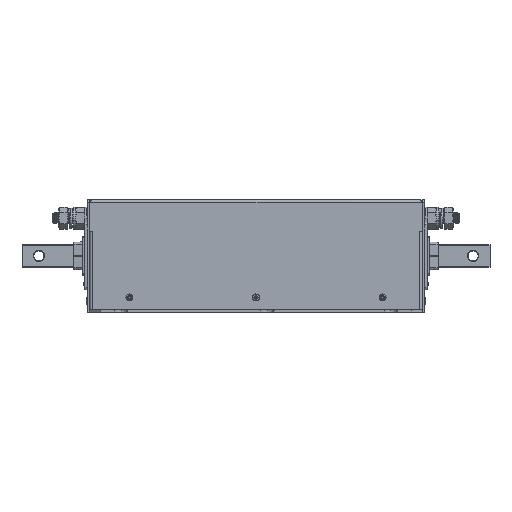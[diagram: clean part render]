
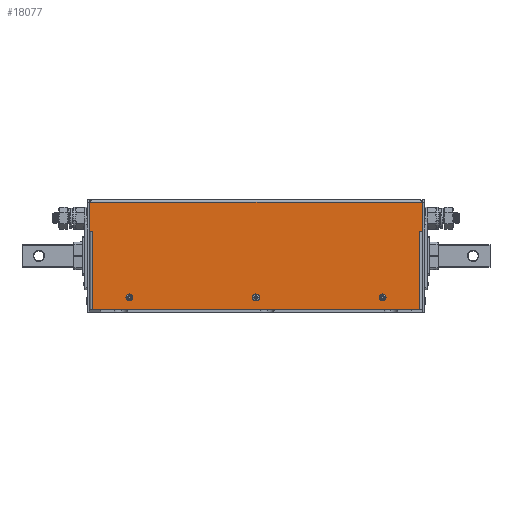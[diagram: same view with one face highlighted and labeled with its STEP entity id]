
A CAD part, top view. The second image highlights one B-rep face of the part: STEP entity #18077.
In plain terms, the highlighted face is planar.
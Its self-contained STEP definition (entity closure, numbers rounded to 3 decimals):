
#154 = VERTEX_POINT ( 'NONE', #26100 ) ;
#452 = EDGE_CURVE ( 'NONE', #17037, #16826, #2667, .T. ) ;
#480 = CARTESIAN_POINT ( 'NONE',  ( -145.5, 28., -65. ) ) ;
#767 = CIRCLE ( 'NONE', #5156, 1.7 ) ;
#790 = CARTESIAN_POINT ( 'NONE',  ( -145.5, 28., -65. ) ) ;
#798 = EDGE_CURVE ( 'NONE', #19589, #7298, #6506, .T. ) ;
#875 = CIRCLE ( 'NONE', #18059, 1.7 ) ;
#1101 = ORIENTED_EDGE ( 'NONE', *, *, #19298, .F. ) ;
#1278 = CARTESIAN_POINT ( 'NONE',  ( 110.8, 87., -65. ) ) ;
#1525 = VECTOR ( 'NONE', #20969, 1000. ) ;
#1659 = CARTESIAN_POINT ( 'NONE',  ( 0., 87., -65. ) ) ;
#1730 = VERTEX_POINT ( 'NONE', #2308 ) ;
#2043 = CARTESIAN_POINT ( 'NONE',  ( 0., 87., -65. ) ) ;
#2072 = CARTESIAN_POINT ( 'NONE',  ( 146., 28., -65. ) ) ;
#2308 = CARTESIAN_POINT ( 'NONE',  ( 145.5, 28., -65. ) ) ;
#2520 = AXIS2_PLACEMENT_3D ( 'NONE', #18298, #27688, #6617 ) ;
#2667 = LINE ( 'NONE', #19296, #3055 ) ;
#3055 = VECTOR ( 'NONE', #10224, 1000. ) ;
#4354 = DIRECTION ( 'NONE',  ( 0., 0., 1. ) ) ;
#4406 = LINE ( 'NONE', #4712, #21777 ) ;
#4529 = EDGE_CURVE ( 'NONE', #17037, #27579, #27392, .T. ) ;
#4712 = CARTESIAN_POINT ( 'NONE',  ( 146., 28., -65. ) ) ;
#4822 = DIRECTION ( 'NONE',  ( 0., -1., 0. ) ) ;
#5156 = AXIS2_PLACEMENT_3D ( 'NONE', #2043, #4354, #23149 ) ;
#5791 = DIRECTION ( 'NONE',  ( 0., -1., 0. ) ) ;
#5949 = CIRCLE ( 'NONE', #10358, 1.7 ) ;
#5979 = VERTEX_POINT ( 'NONE', #790 ) ;
#6198 = DIRECTION ( 'NONE',  ( 0., -1., 0. ) ) ;
#6506 = CIRCLE ( 'NONE', #7006, 1.7 ) ;
#6617 = DIRECTION ( 'NONE',  ( 0., -1., 0. ) ) ;
#6960 = LINE ( 'NONE', #7267, #1525 ) ;
#7006 = AXIS2_PLACEMENT_3D ( 'NONE', #17797, #8858, #8262 ) ;
#7243 = CARTESIAN_POINT ( 'NONE',  ( -110.8, 87., -65. ) ) ;
#7267 = CARTESIAN_POINT ( 'NONE',  ( 148., 97.5, -65. ) ) ;
#7298 = VERTEX_POINT ( 'NONE', #1278 ) ;
#7366 = AXIS2_PLACEMENT_3D ( 'NONE', #17490, #17181, #5791 ) ;
#7398 = DIRECTION ( 'NONE',  ( 0., 1., 0. ) ) ;
#8135 = VERTEX_POINT ( 'NONE', #8840 ) ;
#8206 = CARTESIAN_POINT ( 'NONE',  ( -1.7, 87., -65. ) ) ;
#8262 = DIRECTION ( 'NONE',  ( 0., -1., 0. ) ) ;
#8313 = CARTESIAN_POINT ( 'NONE',  ( 148., 2.5, -65. ) ) ;
#8506 = CARTESIAN_POINT ( 'NONE',  ( 145.5, 97.5, -65. ) ) ;
#8763 = DIRECTION ( 'NONE',  ( 0., 1., 0. ) ) ;
#8811 = CARTESIAN_POINT ( 'NONE',  ( -114.2, 87., -65. ) ) ;
#8840 = CARTESIAN_POINT ( 'NONE',  ( -145.5, 97.5, -65. ) ) ;
#8858 = DIRECTION ( 'NONE',  ( 0., 0., 1. ) ) ;
#8916 = PLANE ( 'NONE',  #2520 ) ;
#8929 = VECTOR ( 'NONE', #7398, 1000. ) ;
#9000 = CARTESIAN_POINT ( 'NONE',  ( 145.5, 97.5, -65. ) ) ;
#9527 = ORIENTED_EDGE ( 'NONE', *, *, #798, .T. ) ;
#10046 = AXIS2_PLACEMENT_3D ( 'NONE', #1659, #10613, #15525 ) ;
#10208 = LINE ( 'NONE', #19600, #24601 ) ;
#10224 = DIRECTION ( 'NONE',  ( -1., 0., 0. ) ) ;
#10304 = CARTESIAN_POINT ( 'NONE',  ( 1.7, 87., -65. ) ) ;
#10358 = AXIS2_PLACEMENT_3D ( 'NONE', #20589, #11199, #20439 ) ;
#10613 = DIRECTION ( 'NONE',  ( 0., 0., 1. ) ) ;
#10819 = ORIENTED_EDGE ( 'NONE', *, *, #25154, .T. ) ;
#11199 = DIRECTION ( 'NONE',  ( 0., 0., 1. ) ) ;
#11229 = VERTEX_POINT ( 'NONE', #7243 ) ;
#11273 = CARTESIAN_POINT ( 'NONE',  ( 148., 2.5, -65. ) ) ;
#12029 = VECTOR ( 'NONE', #8763, 1000. ) ;
#13281 = ORIENTED_EDGE ( 'NONE', *, *, #13893, .T. ) ;
#13716 = EDGE_CURVE ( 'NONE', #16826, #154, #10208, .T. ) ;
#13893 = EDGE_CURVE ( 'NONE', #16612, #1730, #18040, .T. ) ;
#13944 = VERTEX_POINT ( 'NONE', #8206 ) ;
#14210 = CARTESIAN_POINT ( 'NONE',  ( -148., 2.5, -65. ) ) ;
#15174 = EDGE_CURVE ( 'NONE', #7298, #19589, #20648, .T. ) ;
#15525 = DIRECTION ( 'NONE',  ( 0., -1., 0. ) ) ;
#16216 = EDGE_CURVE ( 'NONE', #11229, #17078, #5949, .T. ) ;
#16612 = VERTEX_POINT ( 'NONE', #9000 ) ;
#16680 = EDGE_CURVE ( 'NONE', #5979, #154, #18385, .T. ) ;
#16826 = VERTEX_POINT ( 'NONE', #14210 ) ;
#17037 = VERTEX_POINT ( 'NONE', #11273 ) ;
#17078 = VERTEX_POINT ( 'NONE', #8811 ) ;
#17154 = EDGE_CURVE ( 'NONE', #16612, #8135, #6960, .T. ) ;
#17181 = DIRECTION ( 'NONE',  ( 0., 0., 1. ) ) ;
#17490 = CARTESIAN_POINT ( 'NONE',  ( 112.5, 87., -65. ) ) ;
#17727 = ORIENTED_EDGE ( 'NONE', *, *, #452, .T. ) ;
#17797 = CARTESIAN_POINT ( 'NONE',  ( 112.5, 87., -65. ) ) ;
#17820 = EDGE_CURVE ( 'NONE', #5979, #8135, #19099, .T. ) ;
#17981 = EDGE_LOOP ( 'NONE', ( #9527, #29679 ) ) ;
#18040 = LINE ( 'NONE', #8506, #29502 ) ;
#18059 = AXIS2_PLACEMENT_3D ( 'NONE', #21146, #20852, #4822 ) ;
#18077 = ADVANCED_FACE ( 'NONE', ( #23087, #25378, #20618, #29981 ), #8916, .F. ) ;
#18151 = EDGE_LOOP ( 'NONE', ( #22876, #18502 ) ) ;
#18298 = CARTESIAN_POINT ( 'NONE',  ( 146., 0., -65. ) ) ;
#18385 = LINE ( 'NONE', #2072, #19700 ) ;
#18502 = ORIENTED_EDGE ( 'NONE', *, *, #29005, .T. ) ;
#18968 = ORIENTED_EDGE ( 'NONE', *, *, #17154, .F. ) ;
#19099 = LINE ( 'NONE', #480, #8929 ) ;
#19130 = DIRECTION ( 'NONE',  ( 0., 1., 0. ) ) ;
#19296 = CARTESIAN_POINT ( 'NONE',  ( 146., 2.5, -65. ) ) ;
#19298 = EDGE_CURVE ( 'NONE', #27579, #1730, #4406, .T. ) ;
#19589 = VERTEX_POINT ( 'NONE', #24348 ) ;
#19600 = CARTESIAN_POINT ( 'NONE',  ( -148., 2.5, -65. ) ) ;
#19700 = VECTOR ( 'NONE', #20858, 1000. ) ;
#19874 = CIRCLE ( 'NONE', #10046, 1.7 ) ;
#20262 = ORIENTED_EDGE ( 'NONE', *, *, #13716, .T. ) ;
#20439 = DIRECTION ( 'NONE',  ( 0., -1., 0. ) ) ;
#20589 = CARTESIAN_POINT ( 'NONE',  ( -112.5, 87., -65. ) ) ;
#20618 = FACE_BOUND ( 'NONE', #21650, .T. ) ;
#20648 = CIRCLE ( 'NONE', #7366, 1.7 ) ;
#20852 = DIRECTION ( 'NONE',  ( 0., 0., 1. ) ) ;
#20858 = DIRECTION ( 'NONE',  ( -1., 0., 0. ) ) ;
#20969 = DIRECTION ( 'NONE',  ( -1., 0., 0. ) ) ;
#21146 = CARTESIAN_POINT ( 'NONE',  ( -112.5, 87., -65. ) ) ;
#21650 = EDGE_LOOP ( 'NONE', ( #23025, #10819 ) ) ;
#21777 = VECTOR ( 'NONE', #30249, 1000. ) ;
#22876 = ORIENTED_EDGE ( 'NONE', *, *, #16216, .T. ) ;
#23025 = ORIENTED_EDGE ( 'NONE', *, *, #24218, .T. ) ;
#23087 = FACE_BOUND ( 'NONE', #17981, .T. ) ;
#23149 = DIRECTION ( 'NONE',  ( 0., -1., 0. ) ) ;
#24218 = EDGE_CURVE ( 'NONE', #25293, #13944, #19874, .T. ) ;
#24274 = ORIENTED_EDGE ( 'NONE', *, *, #4529, .F. ) ;
#24348 = CARTESIAN_POINT ( 'NONE',  ( 114.2, 87., -65. ) ) ;
#24601 = VECTOR ( 'NONE', #19130, 1000. ) ;
#25154 = EDGE_CURVE ( 'NONE', #13944, #25293, #767, .T. ) ;
#25293 = VERTEX_POINT ( 'NONE', #10304 ) ;
#25378 = FACE_BOUND ( 'NONE', #18151, .T. ) ;
#26100 = CARTESIAN_POINT ( 'NONE',  ( -148., 28., -65. ) ) ;
#26185 = ORIENTED_EDGE ( 'NONE', *, *, #16680, .F. ) ;
#26416 = ORIENTED_EDGE ( 'NONE', *, *, #17820, .T. ) ;
#27392 = LINE ( 'NONE', #8313, #12029 ) ;
#27579 = VERTEX_POINT ( 'NONE', #29389 ) ;
#27688 = DIRECTION ( 'NONE',  ( 0., 0., 1. ) ) ;
#29005 = EDGE_CURVE ( 'NONE', #17078, #11229, #875, .T. ) ;
#29389 = CARTESIAN_POINT ( 'NONE',  ( 148., 28., -65. ) ) ;
#29502 = VECTOR ( 'NONE', #6198, 1000. ) ;
#29679 = ORIENTED_EDGE ( 'NONE', *, *, #15174, .T. ) ;
#29914 = EDGE_LOOP ( 'NONE', ( #26185, #26416, #18968, #13281, #1101, #24274, #17727, #20262 ) ) ;
#29981 = FACE_OUTER_BOUND ( 'NONE', #29914, .T. ) ;
#30249 = DIRECTION ( 'NONE',  ( -1., 0., 0. ) ) ;
